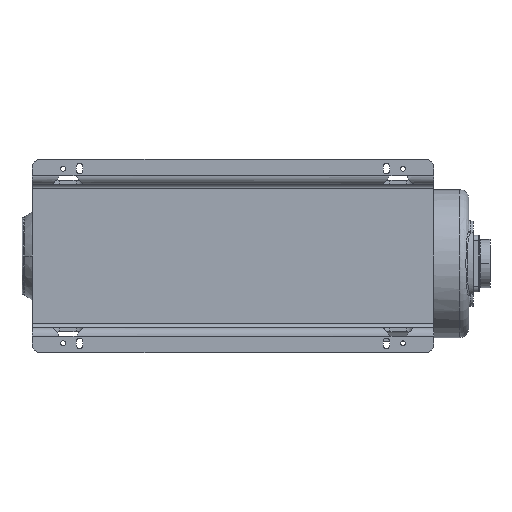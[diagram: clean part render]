
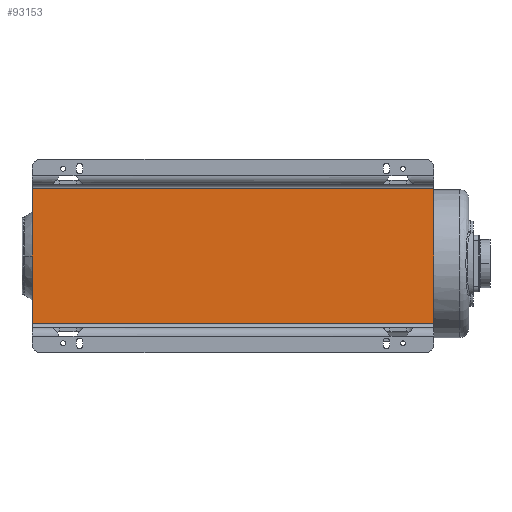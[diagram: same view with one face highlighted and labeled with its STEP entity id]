
A CAD part, front view. The second image highlights one B-rep face of the part: STEP entity #93153.
In plain terms, the highlighted planar face has unit normal (0, -1, 0).
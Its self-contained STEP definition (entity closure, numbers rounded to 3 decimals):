
#472=DIRECTION('',(0.,0.,1.));
#473=VECTOR('',#472,284.);
#474=CARTESIAN_POINT('',(-454.,-168.,-142.));
#475=LINE('',#474,#473);
#11378=DIRECTION('',(0.,0.,1.));
#11379=VECTOR('',#11378,284.);
#11380=CARTESIAN_POINT('',(396.,-168.,-142.));
#11381=LINE('',#11380,#11379);
#12320=DIRECTION('',(1.,0.,0.));
#12321=VECTOR('',#12320,850.);
#12322=CARTESIAN_POINT('',(-454.,-168.,-142.));
#12323=LINE('',#12322,#12321);
#12324=DIRECTION('',(1.,0.,0.));
#12325=VECTOR('',#12324,850.);
#12326=CARTESIAN_POINT('',(-454.,-168.,142.));
#12327=LINE('',#12326,#12325);
#64964=CARTESIAN_POINT('',(-454.,-168.,-142.));
#64965=VERTEX_POINT('',#64964);
#64966=CARTESIAN_POINT('',(-454.,-168.,142.));
#64967=VERTEX_POINT('',#64966);
#64980=CARTESIAN_POINT('',(396.,-168.,-142.));
#64981=VERTEX_POINT('',#64980);
#64982=CARTESIAN_POINT('',(396.,-168.,142.));
#64983=VERTEX_POINT('',#64982);
#93141=CARTESIAN_POINT('',(-454.,-168.,-142.));
#93142=DIRECTION('',(0.,1.,0.));
#93143=DIRECTION('',(0.,0.,1.));
#93144=AXIS2_PLACEMENT_3D('',#93141,#93142,#93143);
#93145=PLANE('',#93144);
#93146=ORIENTED_EDGE('',*,*,#75265,.T.);
#93148=ORIENTED_EDGE('',*,*,#93147,.T.);
#93149=ORIENTED_EDGE('',*,*,#92025,.F.);
#93150=ORIENTED_EDGE('',*,*,#93134,.F.);
#93151=EDGE_LOOP('',(#93146,#93148,#93149,#93150));
#93152=FACE_OUTER_BOUND('',#93151,.F.);
#93153=ADVANCED_FACE('',(#93152),#93145,.F.);
#75265=EDGE_CURVE('',#64965,#64967,#475,.T.);
#92025=EDGE_CURVE('',#64981,#64983,#11381,.T.);
#93134=EDGE_CURVE('',#64965,#64981,#12323,.T.);
#93147=EDGE_CURVE('',#64967,#64983,#12327,.T.);
